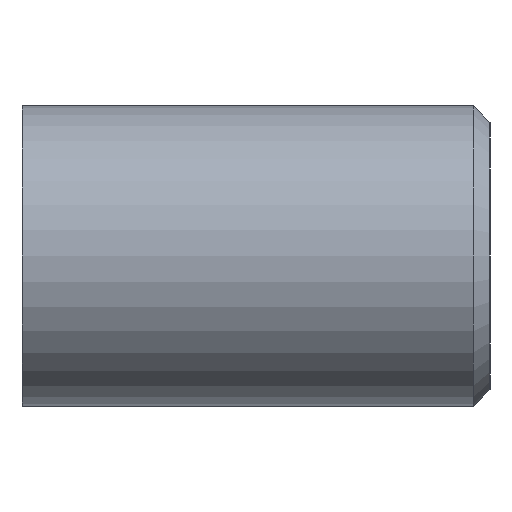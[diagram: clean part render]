
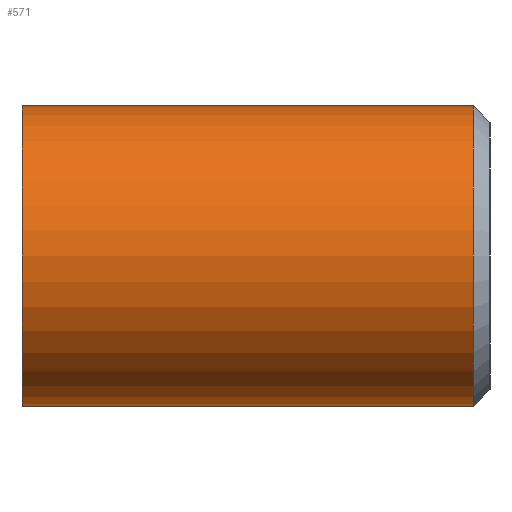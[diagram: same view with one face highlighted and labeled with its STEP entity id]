
A CAD part, left-side view. The second image highlights one B-rep face of the part: STEP entity #571.
In plain terms, the highlighted cylindrical face has radius 2.25 mm (diameter 4.5 mm), a partial arc.
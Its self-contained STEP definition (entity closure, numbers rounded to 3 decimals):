
#11 = VERTEX_POINT ( 'NONE', #1196 ) ;
#123 = DIRECTION ( 'NONE',  ( 0., -1., 0. ) ) ;
#216 = DIRECTION ( 'NONE',  ( 0., 0., 1. ) ) ;
#233 = VECTOR ( 'NONE', #785, 1000. ) ;
#271 = CIRCLE ( 'NONE', #291, 2.25 ) ;
#291 = AXIS2_PLACEMENT_3D ( 'NONE', #1184, #970, #216 ) ;
#298 = DIRECTION ( 'NONE',  ( 0., 0., -1. ) ) ;
#307 = ORIENTED_EDGE ( 'NONE', *, *, #526, .T. ) ;
#310 = CARTESIAN_POINT ( 'NONE',  ( -16.5, 3., 0. ) ) ;
#328 = VECTOR ( 'NONE', #379, 1000. ) ;
#335 = AXIS2_PLACEMENT_3D ( 'NONE', #802, #409, #977 ) ;
#379 = DIRECTION ( 'NONE',  ( 0., -1., 0. ) ) ;
#403 = CARTESIAN_POINT ( 'NONE',  ( -16.5, 3., 2.25 ) ) ;
#409 = DIRECTION ( 'NONE',  ( 0., 1., 0. ) ) ;
#413 = AXIS2_PLACEMENT_3D ( 'NONE', #310, #123, #298 ) ;
#425 = ORIENTED_EDGE ( 'NONE', *, *, #479, .F. ) ;
#439 = VERTEX_POINT ( 'NONE', #957 ) ;
#472 = LINE ( 'NONE', #861, #328 ) ;
#479 = EDGE_CURVE ( 'NONE', #908, #11, #899, .T. ) ;
#496 = CYLINDRICAL_SURFACE ( 'NONE', #413, 2.25 ) ;
#526 = EDGE_CURVE ( 'NONE', #439, #11, #674, .T. ) ;
#535 = EDGE_CURVE ( 'NONE', #738, #908, #271, .T. ) ;
#571 = ADVANCED_FACE ( 'NONE', ( #1159 ), #496, .T. ) ;
#674 = CIRCLE ( 'NONE', #335, 2.25 ) ;
#685 = CARTESIAN_POINT ( 'NONE',  ( -16.5, 3., -2.25 ) ) ;
#738 = VERTEX_POINT ( 'NONE', #685 ) ;
#749 = ORIENTED_EDGE ( 'NONE', *, *, #801, .T. ) ;
#785 = DIRECTION ( 'NONE',  ( 0., -1., 0. ) ) ;
#801 = EDGE_CURVE ( 'NONE', #738, #439, #472, .T. ) ;
#802 = CARTESIAN_POINT ( 'NONE',  ( -16.5, -3.75, 0. ) ) ;
#861 = CARTESIAN_POINT ( 'NONE',  ( -16.5, 3., -2.25 ) ) ;
#899 = LINE ( 'NONE', #403, #233 ) ;
#908 = VERTEX_POINT ( 'NONE', #1177 ) ;
#957 = CARTESIAN_POINT ( 'NONE',  ( -16.5, -3.75, -2.25 ) ) ;
#970 = DIRECTION ( 'NONE',  ( 0., 1., 0. ) ) ;
#977 = DIRECTION ( 'NONE',  ( 0., 0., 1. ) ) ;
#1018 = ORIENTED_EDGE ( 'NONE', *, *, #535, .F. ) ;
#1122 = EDGE_LOOP ( 'NONE', ( #425, #1018, #749, #307 ) ) ;
#1159 = FACE_OUTER_BOUND ( 'NONE', #1122, .T. ) ;
#1177 = CARTESIAN_POINT ( 'NONE',  ( -16.5, 3., 2.25 ) ) ;
#1184 = CARTESIAN_POINT ( 'NONE',  ( -16.5, 3., 0. ) ) ;
#1196 = CARTESIAN_POINT ( 'NONE',  ( -16.5, -3.75, 2.25 ) ) ;
